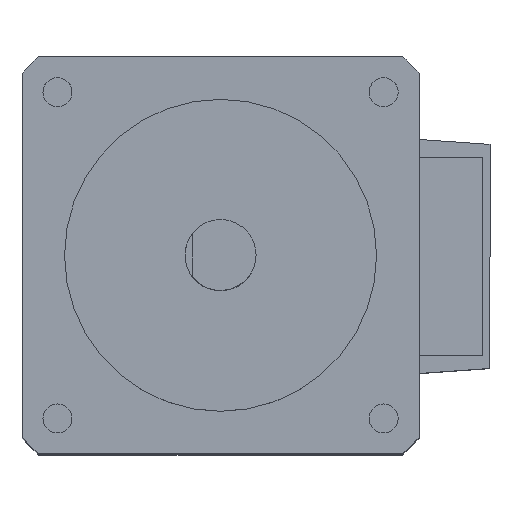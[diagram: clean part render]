
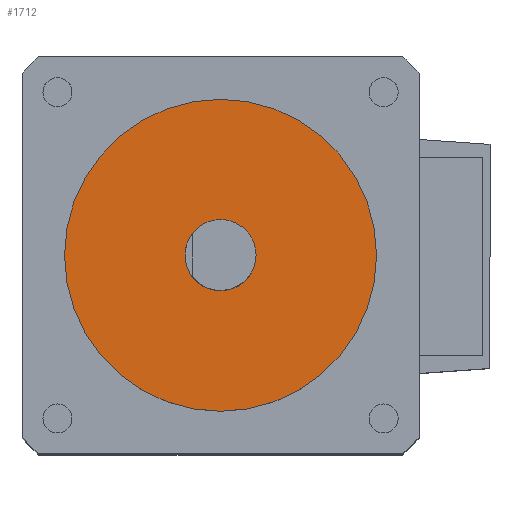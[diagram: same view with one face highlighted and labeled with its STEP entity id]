
A CAD part, top view. The second image highlights one B-rep face of the part: STEP entity #1712.
In plain terms, the highlighted planar face has unit normal (0, 0, 1).
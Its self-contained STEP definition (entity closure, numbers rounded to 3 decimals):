
#9 = CIRCLE ( 'NONE', #3691, 11. ) ;
#20 = CIRCLE ( 'NONE', #2170, 11. ) ;
#457 = ORIENTED_EDGE ( 'NONE', *, *, #1751, .T. ) ;
#643 = DIRECTION ( 'NONE',  ( 0., 0., 1. ) ) ;
#665 = EDGE_LOOP ( 'NONE', ( #1409, #457 ) ) ;
#669 = DIRECTION ( 'NONE',  ( 0., 0., -1. ) ) ;
#909 = EDGE_CURVE ( 'NONE', #2985, #1118, #9, .T. ) ;
#926 = CARTESIAN_POINT ( 'NONE',  ( 0., 0., 1.5 ) ) ;
#943 = AXIS2_PLACEMENT_3D ( 'NONE', #3245, #643, #1233 ) ;
#1118 = VERTEX_POINT ( 'NONE', #3679 ) ;
#1198 = PLANE ( 'NONE',  #943 ) ;
#1233 = DIRECTION ( 'NONE',  ( 1., 0., 0. ) ) ;
#1251 = CARTESIAN_POINT ( 'NONE',  ( 0., 0., 1.5 ) ) ;
#1264 = CARTESIAN_POINT ( 'NONE',  ( 0., 0., 1.5 ) ) ;
#1284 = VERTEX_POINT ( 'NONE', #2971 ) ;
#1318 = AXIS2_PLACEMENT_3D ( 'NONE', #1765, #669, #2669 ) ;
#1409 = ORIENTED_EDGE ( 'NONE', *, *, #3487, .T. ) ;
#1461 = DIRECTION ( 'NONE',  ( 1., 0., 0. ) ) ;
#1489 = CIRCLE ( 'NONE', #1982, 2.5 ) ;
#1497 = CIRCLE ( 'NONE', #1318, 2.5 ) ;
#1531 = DIRECTION ( 'NONE',  ( 0., 0., 1. ) ) ;
#1712 = ADVANCED_FACE ( 'NONE', ( #2982, #2693 ), #1198, .T. ) ;
#1716 = EDGE_CURVE ( 'NONE', #1118, #2985, #20, .T. ) ;
#1751 = EDGE_CURVE ( 'NONE', #3093, #1284, #1489, .T. ) ;
#1765 = CARTESIAN_POINT ( 'NONE',  ( 0., 0., 1.5 ) ) ;
#1839 = ORIENTED_EDGE ( 'NONE', *, *, #909, .T. ) ;
#1982 = AXIS2_PLACEMENT_3D ( 'NONE', #926, #2913, #1461 ) ;
#2070 = DIRECTION ( 'NONE',  ( 1., 0., 0. ) ) ;
#2141 = DIRECTION ( 'NONE',  ( 0., 0., 1. ) ) ;
#2170 = AXIS2_PLACEMENT_3D ( 'NONE', #1251, #1531, #2070 ) ;
#2568 = CARTESIAN_POINT ( 'NONE',  ( 11., 0., 1.5 ) ) ;
#2669 = DIRECTION ( 'NONE',  ( 1., 0., 0. ) ) ;
#2693 = FACE_BOUND ( 'NONE', #665, .T. ) ;
#2913 = DIRECTION ( 'NONE',  ( 0., 0., -1. ) ) ;
#2926 = CARTESIAN_POINT ( 'NONE',  ( 2.5, 0., 1.5 ) ) ;
#2942 = EDGE_LOOP ( 'NONE', ( #3472, #1839 ) ) ;
#2971 = CARTESIAN_POINT ( 'NONE',  ( -2.5, 0., 1.5 ) ) ;
#2982 = FACE_OUTER_BOUND ( 'NONE', #2942, .T. ) ;
#2985 = VERTEX_POINT ( 'NONE', #2568 ) ;
#3093 = VERTEX_POINT ( 'NONE', #2926 ) ;
#3218 = DIRECTION ( 'NONE',  ( 1., 0., 0. ) ) ;
#3245 = CARTESIAN_POINT ( 'NONE',  ( 0., 0., 1.5 ) ) ;
#3472 = ORIENTED_EDGE ( 'NONE', *, *, #1716, .T. ) ;
#3487 = EDGE_CURVE ( 'NONE', #1284, #3093, #1497, .T. ) ;
#3679 = CARTESIAN_POINT ( 'NONE',  ( -11., 0., 1.5 ) ) ;
#3691 = AXIS2_PLACEMENT_3D ( 'NONE', #1264, #2141, #3218 ) ;
